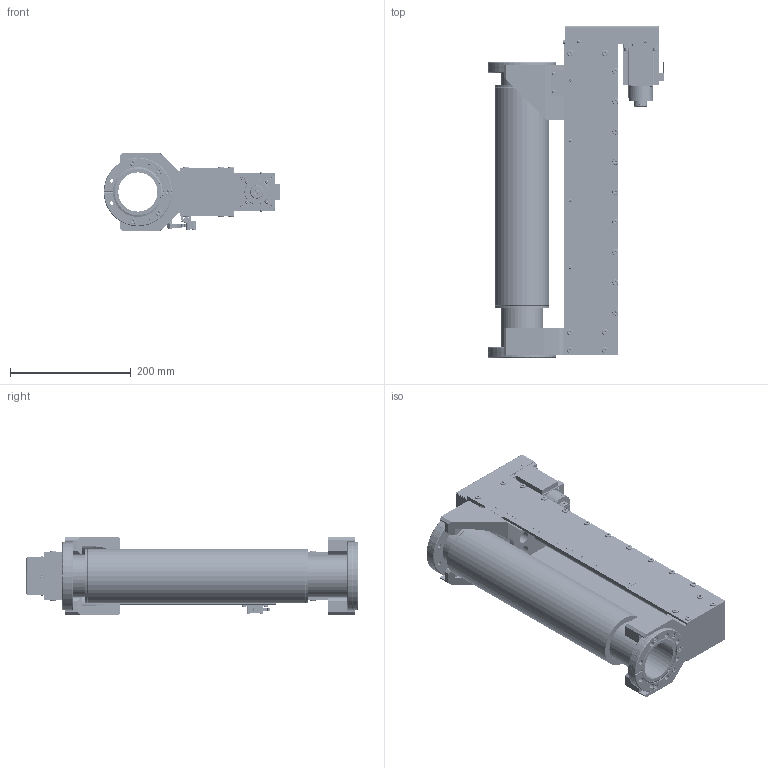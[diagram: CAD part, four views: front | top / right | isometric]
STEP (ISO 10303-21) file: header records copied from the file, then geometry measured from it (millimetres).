
FILE_DESCRIPTION (( 'STEP AP214' ), '1' );
FILE_NAME ('420MZA063-300-m.stp', '2017-07-05T09:49:16', ( '' ), ( '' ), 'SwSTEP 2.0', 'SolidWorks 2015', '' );
FILE_SCHEMA (( 'AUTOMOTIVE_DESIGN' ));
Length unit declared in the file: millimetre
Products named in the file (1): 420MZA063-300-m
Bounding box: 292.7 x 550.1 x 128 mm (x, y, z)
Volume: 4089426.8 mm3; surface area: 1027774.8 mm2
Topology: 138 solids, 158 shells, 5935 faces, 14246 edges, 8709 vertices
Faces by surface type: plane 3131, cylinder 1304, cone 691, bspline 417, torus 356, sphere 36
Entity records: 252424 total; most frequent: CARTESIAN_POINT 51807, DIRECTION 28228, ORIENTED_EDGE 27780, EDGE_CURVE 13890, AXIS2_PLACEMENT_3D 9884, VERTEX_POINT 8709, VECTOR 8460, LINE 8460
